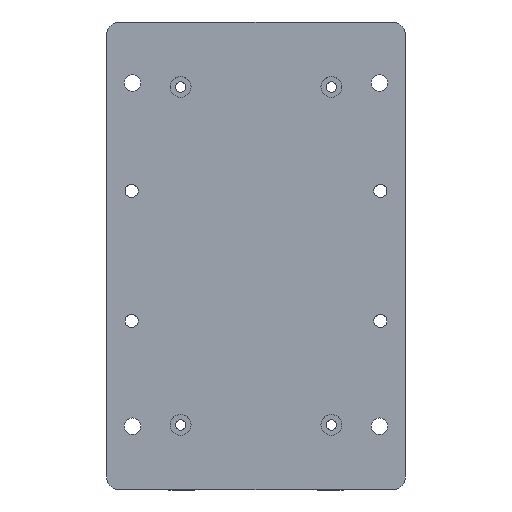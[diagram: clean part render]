
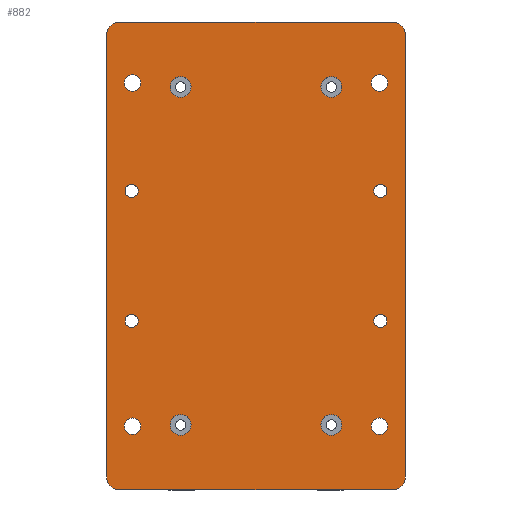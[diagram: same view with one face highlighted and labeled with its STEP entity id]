
A CAD part, top view. The second image highlights one B-rep face of the part: STEP entity #882.
In plain terms, the highlighted planar face has unit normal (0, 0, 1).
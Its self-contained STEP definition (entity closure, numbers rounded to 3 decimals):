
#35=FACE_BOUND('',#173,.T.);
#36=FACE_BOUND('',#174,.T.);
#37=FACE_BOUND('',#175,.T.);
#38=FACE_BOUND('',#176,.T.);
#39=FACE_BOUND('',#177,.T.);
#40=FACE_BOUND('',#178,.T.);
#41=FACE_BOUND('',#179,.T.);
#42=FACE_BOUND('',#180,.T.);
#43=FACE_BOUND('',#181,.T.);
#44=FACE_BOUND('',#182,.T.);
#45=FACE_BOUND('',#183,.T.);
#46=FACE_BOUND('',#184,.T.);
#64=PLANE('',#999);
#110=FACE_OUTER_BOUND('',#172,.T.);
#172=EDGE_LOOP('',(#789,#790,#791,#792,#793,#794,#795,#796));
#173=EDGE_LOOP('',(#797));
#174=EDGE_LOOP('',(#798));
#175=EDGE_LOOP('',(#799));
#176=EDGE_LOOP('',(#800));
#177=EDGE_LOOP('',(#801));
#178=EDGE_LOOP('',(#802));
#179=EDGE_LOOP('',(#803));
#180=EDGE_LOOP('',(#804));
#181=EDGE_LOOP('',(#805));
#182=EDGE_LOOP('',(#806));
#183=EDGE_LOOP('',(#807));
#184=EDGE_LOOP('',(#808));
#193=LINE('',#1306,#257);
#211=LINE('',#1369,#275);
#228=LINE('',#1430,#292);
#232=LINE('',#1439,#296);
#257=VECTOR('',#1029,10.);
#275=VECTOR('',#1081,10.);
#292=VECTOR('',#1152,10.);
#296=VECTOR('',#1162,10.);
#345=CIRCLE('',#948,5.);
#346=CIRCLE('',#951,5.);
#347=CIRCLE('',#954,5.);
#348=CIRCLE('',#956,5.);
#349=CIRCLE('',#958,2.5);
#350=CIRCLE('',#960,2.5);
#351=CIRCLE('',#962,2.5);
#352=CIRCLE('',#964,2.5);
#353=CIRCLE('',#968,3.2);
#354=CIRCLE('',#970,3.2);
#355=CIRCLE('',#972,3.2);
#356=CIRCLE('',#974,3.2);
#365=CIRCLE('',#992,4.);
#366=CIRCLE('',#994,4.);
#367=CIRCLE('',#996,4.);
#368=CIRCLE('',#998,4.);
#380=VERTEX_POINT('',#1303);
#381=VERTEX_POINT('',#1305);
#408=VERTEX_POINT('',#1366);
#409=VERTEX_POINT('',#1368);
#425=VERTEX_POINT('',#1425);
#426=VERTEX_POINT('',#1429);
#427=VERTEX_POINT('',#1433);
#428=VERTEX_POINT('',#1437);
#429=VERTEX_POINT('',#1445);
#430=VERTEX_POINT('',#1449);
#431=VERTEX_POINT('',#1453);
#432=VERTEX_POINT('',#1457);
#433=VERTEX_POINT('',#1463);
#434=VERTEX_POINT('',#1467);
#435=VERTEX_POINT('',#1471);
#436=VERTEX_POINT('',#1475);
#445=VERTEX_POINT('',#1507);
#446=VERTEX_POINT('',#1511);
#447=VERTEX_POINT('',#1515);
#448=VERTEX_POINT('',#1519);
#462=EDGE_CURVE('',#381,#380,#193,.T.);
#494=EDGE_CURVE('',#409,#408,#211,.T.);
#523=EDGE_CURVE('',#409,#425,#345,.T.);
#525=EDGE_CURVE('',#426,#425,#228,.T.);
#527=EDGE_CURVE('',#427,#408,#346,.T.);
#530=EDGE_CURVE('',#427,#428,#232,.T.);
#531=EDGE_CURVE('',#381,#428,#347,.T.);
#532=EDGE_CURVE('',#426,#380,#348,.T.);
#533=EDGE_CURVE('',#429,#429,#349,.T.);
#535=EDGE_CURVE('',#430,#430,#350,.T.);
#537=EDGE_CURVE('',#431,#431,#351,.T.);
#539=EDGE_CURVE('',#432,#432,#352,.T.);
#542=EDGE_CURVE('',#433,#433,#353,.T.);
#544=EDGE_CURVE('',#434,#434,#354,.T.);
#546=EDGE_CURVE('',#435,#435,#355,.T.);
#548=EDGE_CURVE('',#436,#436,#356,.T.);
#562=EDGE_CURVE('',#445,#445,#365,.T.);
#564=EDGE_CURVE('',#446,#446,#366,.T.);
#566=EDGE_CURVE('',#447,#447,#367,.T.);
#568=EDGE_CURVE('',#448,#448,#368,.T.);
#789=ORIENTED_EDGE('',*,*,#523,.F.);
#790=ORIENTED_EDGE('',*,*,#494,.T.);
#791=ORIENTED_EDGE('',*,*,#527,.F.);
#792=ORIENTED_EDGE('',*,*,#530,.T.);
#793=ORIENTED_EDGE('',*,*,#531,.F.);
#794=ORIENTED_EDGE('',*,*,#462,.T.);
#795=ORIENTED_EDGE('',*,*,#532,.F.);
#796=ORIENTED_EDGE('',*,*,#525,.T.);
#797=ORIENTED_EDGE('',*,*,#533,.T.);
#798=ORIENTED_EDGE('',*,*,#535,.T.);
#799=ORIENTED_EDGE('',*,*,#537,.T.);
#800=ORIENTED_EDGE('',*,*,#539,.T.);
#801=ORIENTED_EDGE('',*,*,#542,.T.);
#802=ORIENTED_EDGE('',*,*,#544,.T.);
#803=ORIENTED_EDGE('',*,*,#546,.T.);
#804=ORIENTED_EDGE('',*,*,#548,.T.);
#805=ORIENTED_EDGE('',*,*,#562,.T.);
#806=ORIENTED_EDGE('',*,*,#564,.T.);
#807=ORIENTED_EDGE('',*,*,#566,.T.);
#808=ORIENTED_EDGE('',*,*,#568,.T.);
#882=ADVANCED_FACE('',(#110,#35,#36,#37,#38,#39,#40,#41,#42,#43,#44,#45,
#46),#64,.T.);
#948=AXIS2_PLACEMENT_3D('',#1426,#1147,#1148);
#951=AXIS2_PLACEMENT_3D('',#1434,#1156,#1157);
#954=AXIS2_PLACEMENT_3D('',#1441,#1165,#1166);
#956=AXIS2_PLACEMENT_3D('',#1443,#1169,#1170);
#958=AXIS2_PLACEMENT_3D('',#1446,#1173,#1174);
#960=AXIS2_PLACEMENT_3D('',#1450,#1178,#1179);
#962=AXIS2_PLACEMENT_3D('',#1454,#1183,#1184);
#964=AXIS2_PLACEMENT_3D('',#1458,#1188,#1189);
#968=AXIS2_PLACEMENT_3D('',#1465,#1198,#1199);
#970=AXIS2_PLACEMENT_3D('',#1469,#1203,#1204);
#972=AXIS2_PLACEMENT_3D('',#1473,#1208,#1209);
#974=AXIS2_PLACEMENT_3D('',#1477,#1213,#1214);
#992=AXIS2_PLACEMENT_3D('',#1509,#1254,#1255);
#994=AXIS2_PLACEMENT_3D('',#1513,#1259,#1260);
#996=AXIS2_PLACEMENT_3D('',#1517,#1264,#1265);
#998=AXIS2_PLACEMENT_3D('',#1521,#1269,#1270);
#999=AXIS2_PLACEMENT_3D('',#1522,#1271,#1272);
#1029=DIRECTION('',(-1.,0.,0.));
#1081=DIRECTION('',(1.,0.,0.));
#1147=DIRECTION('center_axis',(0.,0.,-1.));
#1148=DIRECTION('ref_axis',(-0.707,-0.707,0.));
#1152=DIRECTION('',(0.,-1.,0.));
#1156=DIRECTION('center_axis',(0.,0.,-1.));
#1157=DIRECTION('ref_axis',(0.707,-0.707,0.));
#1162=DIRECTION('',(0.,1.,0.));
#1165=DIRECTION('center_axis',(0.,0.,-1.));
#1166=DIRECTION('ref_axis',(0.707,0.707,0.));
#1169=DIRECTION('center_axis',(0.,0.,-1.));
#1170=DIRECTION('ref_axis',(-0.707,0.707,0.));
#1173=DIRECTION('center_axis',(0.,0.,-1.));
#1174=DIRECTION('ref_axis',(-1.,0.,0.));
#1178=DIRECTION('center_axis',(0.,0.,-1.));
#1179=DIRECTION('ref_axis',(-1.,0.,0.));
#1183=DIRECTION('center_axis',(0.,0.,-1.));
#1184=DIRECTION('ref_axis',(-1.,0.,0.));
#1188=DIRECTION('center_axis',(0.,0.,-1.));
#1189=DIRECTION('ref_axis',(-1.,0.,0.));
#1198=DIRECTION('center_axis',(0.,0.,-1.));
#1199=DIRECTION('ref_axis',(1.,0.,0.));
#1203=DIRECTION('center_axis',(0.,0.,-1.));
#1204=DIRECTION('ref_axis',(1.,0.,0.));
#1208=DIRECTION('center_axis',(0.,0.,-1.));
#1209=DIRECTION('ref_axis',(1.,0.,0.));
#1213=DIRECTION('center_axis',(0.,0.,-1.));
#1214=DIRECTION('ref_axis',(1.,0.,0.));
#1254=DIRECTION('center_axis',(0.,0.,-1.));
#1255=DIRECTION('ref_axis',(1.,0.,0.));
#1259=DIRECTION('center_axis',(0.,0.,-1.));
#1260=DIRECTION('ref_axis',(1.,0.,0.));
#1264=DIRECTION('center_axis',(0.,0.,-1.));
#1265=DIRECTION('ref_axis',(1.,0.,0.));
#1269=DIRECTION('center_axis',(0.,0.,-1.));
#1270=DIRECTION('ref_axis',(1.,0.,0.));
#1271=DIRECTION('center_axis',(0.,0.,1.));
#1272=DIRECTION('ref_axis',(1.,0.,0.));
#1303=CARTESIAN_POINT('',(-52.5,90.,15.));
#1305=CARTESIAN_POINT('',(52.5,90.,15.));
#1306=CARTESIAN_POINT('',(57.5,90.,15.));
#1366=CARTESIAN_POINT('',(52.5,-90.,15.));
#1368=CARTESIAN_POINT('',(-52.5,-90.,15.));
#1369=CARTESIAN_POINT('',(-57.5,-90.,15.));
#1425=CARTESIAN_POINT('',(-57.5,-85.,15.));
#1426=CARTESIAN_POINT('Origin',(-52.5,-85.,15.));
#1429=CARTESIAN_POINT('',(-57.5,85.,15.));
#1430=CARTESIAN_POINT('',(-57.5,90.,15.));
#1433=CARTESIAN_POINT('',(57.5,-85.,15.));
#1434=CARTESIAN_POINT('Origin',(52.5,-85.,15.));
#1437=CARTESIAN_POINT('',(57.5,85.,15.));
#1439=CARTESIAN_POINT('',(57.5,-90.,15.));
#1441=CARTESIAN_POINT('Origin',(52.5,85.,15.));
#1443=CARTESIAN_POINT('Origin',(-52.5,85.,15.));
#1445=CARTESIAN_POINT('',(-45.346,-25.,15.));
#1446=CARTESIAN_POINT('Origin',(-47.846,-25.,15.));
#1449=CARTESIAN_POINT('',(50.346,25.,15.));
#1450=CARTESIAN_POINT('Origin',(47.846,25.,15.));
#1453=CARTESIAN_POINT('',(50.346,-25.,15.));
#1454=CARTESIAN_POINT('Origin',(47.846,-25.,15.));
#1457=CARTESIAN_POINT('',(-45.346,25.,15.));
#1458=CARTESIAN_POINT('Origin',(-47.846,25.,15.));
#1463=CARTESIAN_POINT('',(44.3,66.5,15.));
#1465=CARTESIAN_POINT('Origin',(47.5,66.5,15.));
#1467=CARTESIAN_POINT('',(-50.7,66.5,15.));
#1469=CARTESIAN_POINT('Origin',(-47.5,66.5,15.));
#1471=CARTESIAN_POINT('',(44.3,-65.5,15.));
#1473=CARTESIAN_POINT('Origin',(47.5,-65.5,15.));
#1475=CARTESIAN_POINT('',(-50.7,-65.5,15.));
#1477=CARTESIAN_POINT('Origin',(-47.5,-65.5,15.));
#1507=CARTESIAN_POINT('',(25.,-65.,15.));
#1509=CARTESIAN_POINT('Origin',(29.,-65.,15.));
#1511=CARTESIAN_POINT('',(25.,65.,15.));
#1513=CARTESIAN_POINT('Origin',(29.,65.,15.));
#1515=CARTESIAN_POINT('',(-33.,-65.,15.));
#1517=CARTESIAN_POINT('Origin',(-29.,-65.,15.));
#1519=CARTESIAN_POINT('',(-33.,65.,15.));
#1521=CARTESIAN_POINT('Origin',(-29.,65.,15.));
#1522=CARTESIAN_POINT('Origin',(0.,0.,15.));
